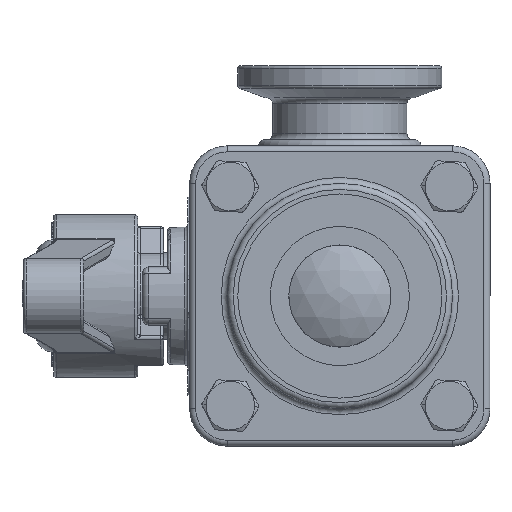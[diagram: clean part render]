
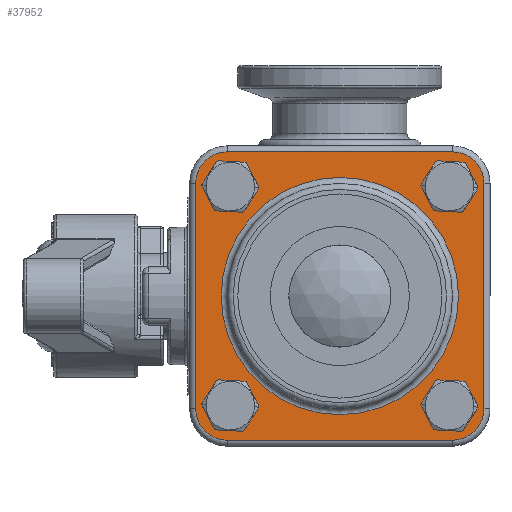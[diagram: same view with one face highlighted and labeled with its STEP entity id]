
A CAD part, left-side view. The second image highlights one B-rep face of the part: STEP entity #37952.
In plain terms, the highlighted face is planar.
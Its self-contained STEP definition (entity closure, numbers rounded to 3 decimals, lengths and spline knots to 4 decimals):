
#2699=FACE_BOUND('',#13781,.T.);
#2700=FACE_BOUND('',#13782,.T.);
#2701=FACE_BOUND('',#13783,.T.);
#2702=FACE_BOUND('',#13784,.T.);
#2703=FACE_BOUND('',#13785,.T.);
#2911=PLANE('',#40682);
#4070=LINE('',#52933,#7633);
#4071=LINE('',#52937,#7634);
#4072=LINE('',#52941,#7635);
#4073=LINE('',#52945,#7636);
#7633=VECTOR('',#43672,0.3937);
#7634=VECTOR('',#43675,0.3937);
#7635=VECTOR('',#43678,0.3937);
#7636=VECTOR('',#43681,0.3937);
#11588=FACE_OUTER_BOUND('',#13780,.T.);
#13780=EDGE_LOOP('',(#26661,#26662,#26663,#26664,#26665,#26666,#26667,#26668));
#13781=EDGE_LOOP('',(#26669,#26670));
#13782=EDGE_LOOP('',(#26671,#26672));
#13783=EDGE_LOOP('',(#26673,#26674));
#13784=EDGE_LOOP('',(#26675,#26676));
#13785=EDGE_LOOP('',(#26677));
#16204=CIRCLE('',#40681,1.185);
#16205=CIRCLE('',#40683,0.315);
#16206=CIRCLE('',#40684,0.315);
#16207=CIRCLE('',#40685,0.315);
#16208=CIRCLE('',#40686,0.315);
#16209=CIRCLE('',#40687,0.175);
#16210=CIRCLE('',#40688,0.175);
#16211=CIRCLE('',#40689,0.175);
#16212=CIRCLE('',#40690,0.175);
#16213=CIRCLE('',#40691,0.175);
#16214=CIRCLE('',#40692,0.175);
#16215=CIRCLE('',#40693,0.175);
#16216=CIRCLE('',#40694,0.175);
#17208=VERTEX_POINT('',#52927);
#17209=VERTEX_POINT('',#52931);
#17210=VERTEX_POINT('',#52932);
#17211=VERTEX_POINT('',#52934);
#17212=VERTEX_POINT('',#52936);
#17213=VERTEX_POINT('',#52938);
#17214=VERTEX_POINT('',#52940);
#17215=VERTEX_POINT('',#52942);
#17216=VERTEX_POINT('',#52944);
#17217=VERTEX_POINT('',#52947);
#17218=VERTEX_POINT('',#52948);
#17219=VERTEX_POINT('',#52951);
#17220=VERTEX_POINT('',#52952);
#17221=VERTEX_POINT('',#52955);
#17222=VERTEX_POINT('',#52956);
#17223=VERTEX_POINT('',#52959);
#17224=VERTEX_POINT('',#52960);
#20927=EDGE_CURVE('',#17208,#17208,#16204,.T.);
#20928=EDGE_CURVE('',#17209,#17210,#4070,.T.);
#20929=EDGE_CURVE('',#17211,#17209,#16205,.T.);
#20930=EDGE_CURVE('',#17212,#17211,#4071,.T.);
#20931=EDGE_CURVE('',#17213,#17212,#16206,.T.);
#20932=EDGE_CURVE('',#17214,#17213,#4072,.T.);
#20933=EDGE_CURVE('',#17215,#17214,#16207,.T.);
#20934=EDGE_CURVE('',#17216,#17215,#4073,.T.);
#20935=EDGE_CURVE('',#17210,#17216,#16208,.T.);
#20936=EDGE_CURVE('',#17217,#17218,#16209,.T.);
#20937=EDGE_CURVE('',#17218,#17217,#16210,.T.);
#20938=EDGE_CURVE('',#17219,#17220,#16211,.T.);
#20939=EDGE_CURVE('',#17220,#17219,#16212,.T.);
#20940=EDGE_CURVE('',#17221,#17222,#16213,.T.);
#20941=EDGE_CURVE('',#17222,#17221,#16214,.T.);
#20942=EDGE_CURVE('',#17223,#17224,#16215,.T.);
#20943=EDGE_CURVE('',#17224,#17223,#16216,.T.);
#26661=ORIENTED_EDGE('',*,*,#20928,.F.);
#26662=ORIENTED_EDGE('',*,*,#20929,.F.);
#26663=ORIENTED_EDGE('',*,*,#20930,.F.);
#26664=ORIENTED_EDGE('',*,*,#20931,.F.);
#26665=ORIENTED_EDGE('',*,*,#20932,.F.);
#26666=ORIENTED_EDGE('',*,*,#20933,.F.);
#26667=ORIENTED_EDGE('',*,*,#20934,.F.);
#26668=ORIENTED_EDGE('',*,*,#20935,.F.);
#26669=ORIENTED_EDGE('',*,*,#20936,.T.);
#26670=ORIENTED_EDGE('',*,*,#20937,.T.);
#26671=ORIENTED_EDGE('',*,*,#20938,.T.);
#26672=ORIENTED_EDGE('',*,*,#20939,.T.);
#26673=ORIENTED_EDGE('',*,*,#20940,.T.);
#26674=ORIENTED_EDGE('',*,*,#20941,.T.);
#26675=ORIENTED_EDGE('',*,*,#20942,.T.);
#26676=ORIENTED_EDGE('',*,*,#20943,.T.);
#26677=ORIENTED_EDGE('',*,*,#20927,.F.);
#37952=ADVANCED_FACE('',(#11588,#2699,#2700,#2701,#2702,#2703),#2911,.T.);
#40681=AXIS2_PLACEMENT_3D('',#52929,#43668,#43669);
#40682=AXIS2_PLACEMENT_3D('',#52930,#43670,#43671);
#40683=AXIS2_PLACEMENT_3D('',#52935,#43673,#43674);
#40684=AXIS2_PLACEMENT_3D('',#52939,#43676,#43677);
#40685=AXIS2_PLACEMENT_3D('',#52943,#43679,#43680);
#40686=AXIS2_PLACEMENT_3D('',#52946,#43682,#43683);
#40687=AXIS2_PLACEMENT_3D('',#52949,#43684,#43685);
#40688=AXIS2_PLACEMENT_3D('',#52950,#43686,#43687);
#40689=AXIS2_PLACEMENT_3D('',#52953,#43688,#43689);
#40690=AXIS2_PLACEMENT_3D('',#52954,#43690,#43691);
#40691=AXIS2_PLACEMENT_3D('',#52957,#43692,#43693);
#40692=AXIS2_PLACEMENT_3D('',#52958,#43694,#43695);
#40693=AXIS2_PLACEMENT_3D('',#52961,#43696,#43697);
#40694=AXIS2_PLACEMENT_3D('',#52962,#43698,#43699);
#43668=DIRECTION('center_axis',(0.,0.,1.));
#43669=DIRECTION('ref_axis',(-1.,0.,0.));
#43670=DIRECTION('center_axis',(0.,0.,1.));
#43671=DIRECTION('ref_axis',(1.,0.,0.));
#43672=DIRECTION('',(1.,0.,0.));
#43673=DIRECTION('center_axis',(0.,0.,-1.));
#43674=DIRECTION('ref_axis',(-0.707,0.707,0.));
#43675=DIRECTION('',(0.,1.,0.));
#43676=DIRECTION('center_axis',(0.,0.,-1.));
#43677=DIRECTION('ref_axis',(-0.707,-0.707,0.));
#43678=DIRECTION('',(-1.,0.,0.));
#43679=DIRECTION('center_axis',(0.,0.,-1.));
#43680=DIRECTION('ref_axis',(0.707,-0.707,0.));
#43681=DIRECTION('',(0.,-1.,0.));
#43682=DIRECTION('center_axis',(0.,0.,-1.));
#43683=DIRECTION('ref_axis',(0.707,0.707,0.));
#43684=DIRECTION('center_axis',(0.,0.,-1.));
#43685=DIRECTION('ref_axis',(0.,-1.,0.));
#43686=DIRECTION('center_axis',(0.,0.,-1.));
#43687=DIRECTION('ref_axis',(0.,-1.,0.));
#43688=DIRECTION('center_axis',(0.,0.,-1.));
#43689=DIRECTION('ref_axis',(-1.,0.,0.));
#43690=DIRECTION('center_axis',(0.,0.,-1.));
#43691=DIRECTION('ref_axis',(-1.,0.,0.));
#43692=DIRECTION('center_axis',(0.,0.,-1.));
#43693=DIRECTION('ref_axis',(0.,1.,0.));
#43694=DIRECTION('center_axis',(0.,0.,-1.));
#43695=DIRECTION('ref_axis',(0.,1.,0.));
#43696=DIRECTION('center_axis',(0.,0.,-1.));
#43697=DIRECTION('ref_axis',(1.,0.,0.));
#43698=DIRECTION('center_axis',(0.,0.,-1.));
#43699=DIRECTION('ref_axis',(1.,0.,0.));
#52927=CARTESIAN_POINT('',(1.185,0.,0.59));
#52929=CARTESIAN_POINT('Origin',(0.,0.,0.59));
#52930=CARTESIAN_POINT('Origin',(0.,0.,
0.59));
#52931=CARTESIAN_POINT('',(-1.125,1.44,0.59));
#52932=CARTESIAN_POINT('',(1.125,1.44,0.59));
#52933=CARTESIAN_POINT('',(-0.75,1.44,0.59));
#52934=CARTESIAN_POINT('',(-1.44,1.125,0.59));
#52935=CARTESIAN_POINT('Origin',(-1.125,1.125,0.59));
#52936=CARTESIAN_POINT('',(-1.44,-1.125,0.59));
#52937=CARTESIAN_POINT('',(-1.44,-0.75,0.59));
#52938=CARTESIAN_POINT('',(-1.125,-1.44,0.59));
#52939=CARTESIAN_POINT('Origin',(-1.125,-1.125,0.59));
#52940=CARTESIAN_POINT('',(1.125,-1.44,0.59));
#52941=CARTESIAN_POINT('',(0.75,-1.44,0.59));
#52942=CARTESIAN_POINT('',(1.44,-1.125,0.59));
#52943=CARTESIAN_POINT('Origin',(1.125,-1.125,0.59));
#52944=CARTESIAN_POINT('',(1.44,1.125,0.59));
#52945=CARTESIAN_POINT('',(1.44,0.75,0.59));
#52946=CARTESIAN_POINT('Origin',(1.125,1.125,0.59));
#52947=CARTESIAN_POINT('',(1.094,0.919,0.59));
#52948=CARTESIAN_POINT('',(1.094,1.269,0.59));
#52949=CARTESIAN_POINT('Origin',(1.094,1.094,0.59));
#52950=CARTESIAN_POINT('Origin',(1.094,1.094,0.59));
#52951=CARTESIAN_POINT('',(0.919,-1.094,0.59));
#52952=CARTESIAN_POINT('',(1.269,-1.094,0.59));
#52953=CARTESIAN_POINT('Origin',(1.094,-1.094,0.59));
#52954=CARTESIAN_POINT('Origin',(1.094,-1.094,0.59));
#52955=CARTESIAN_POINT('',(-1.094,-0.919,0.59));
#52956=CARTESIAN_POINT('',(-1.094,-1.269,0.59));
#52957=CARTESIAN_POINT('Origin',(-1.094,-1.094,0.59));
#52958=CARTESIAN_POINT('Origin',(-1.094,-1.094,0.59));
#52959=CARTESIAN_POINT('',(-0.919,1.094,0.59));
#52960=CARTESIAN_POINT('',(-1.269,1.094,0.59));
#52961=CARTESIAN_POINT('Origin',(-1.094,1.094,0.59));
#52962=CARTESIAN_POINT('Origin',(-1.094,1.094,0.59));
